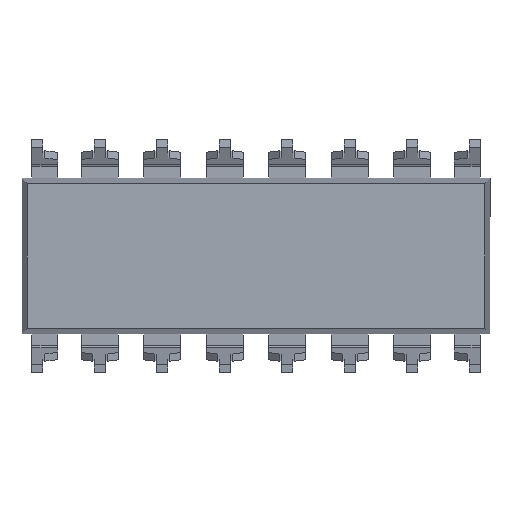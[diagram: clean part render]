
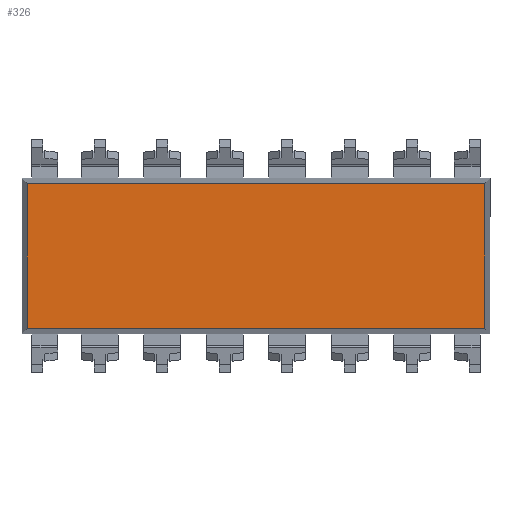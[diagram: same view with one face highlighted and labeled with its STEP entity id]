
A CAD part, front view. The second image highlights one B-rep face of the part: STEP entity #326.
In plain terms, the highlighted planar face has unit normal (0, -1, 0).
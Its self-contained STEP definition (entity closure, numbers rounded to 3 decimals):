
#169 = CARTESIAN_POINT ( 'NONE',  ( 9.289, 0.51, -2.947 ) ) ;
#314 = VERTEX_POINT ( 'NONE', #4103 ) ;
#326 = ADVANCED_FACE ( 'NONE', ( #1126 ), #4218, .T. ) ;
#898 = VERTEX_POINT ( 'NONE', #2438 ) ;
#1108 = DIRECTION ( 'NONE',  ( 0., -1., 0. ) ) ;
#1126 = FACE_OUTER_BOUND ( 'NONE', #2442, .T. ) ;
#1246 = LINE ( 'NONE', #7174, #7672 ) ;
#1302 = CARTESIAN_POINT ( 'NONE',  ( 9.512, 0.51, 2.947 ) ) ;
#1575 = CARTESIAN_POINT ( 'NONE',  ( 9.289, 0.51, -3.17 ) ) ;
#1606 = DIRECTION ( 'NONE',  ( 1., 0., 0. ) ) ;
#1722 = CARTESIAN_POINT ( 'NONE',  ( -9.289, 0.51, 3.17 ) ) ;
#1792 = CARTESIAN_POINT ( 'NONE',  ( 0., 0.51, 0. ) ) ;
#1855 = AXIS2_PLACEMENT_3D ( 'NONE', #1792, #1108, #3040 ) ;
#2251 = EDGE_CURVE ( 'NONE', #314, #5329, #1246, .T. ) ;
#2438 = CARTESIAN_POINT ( 'NONE',  ( 9.289, 0.51, 2.947 ) ) ;
#2442 = EDGE_LOOP ( 'NONE', ( #6222, #7911, #7985, #4329 ) ) ;
#3040 = DIRECTION ( 'NONE',  ( 0., 0., -1. ) ) ;
#3126 = LINE ( 'NONE', #1722, #4813 ) ;
#3177 = DIRECTION ( 'NONE',  ( -1., 0., 0. ) ) ;
#3396 = LINE ( 'NONE', #1302, #3588 ) ;
#3588 = VECTOR ( 'NONE', #3177, 1000. ) ;
#4103 = CARTESIAN_POINT ( 'NONE',  ( -9.289, 0.51, -2.947 ) ) ;
#4218 = PLANE ( 'NONE',  #1855 ) ;
#4329 = ORIENTED_EDGE ( 'NONE', *, *, #7420, .T. ) ;
#4656 = VERTEX_POINT ( 'NONE', #6620 ) ;
#4813 = VECTOR ( 'NONE', #5511, 1000. ) ;
#5329 = VERTEX_POINT ( 'NONE', #169 ) ;
#5511 = DIRECTION ( 'NONE',  ( 0., 0., -1. ) ) ;
#5581 = VECTOR ( 'NONE', #5959, 1000. ) ;
#5959 = DIRECTION ( 'NONE',  ( 0., 0., 1. ) ) ;
#6194 = EDGE_CURVE ( 'NONE', #5329, #898, #7218, .T. ) ;
#6222 = ORIENTED_EDGE ( 'NONE', *, *, #2251, .T. ) ;
#6620 = CARTESIAN_POINT ( 'NONE',  ( -9.289, 0.51, 2.947 ) ) ;
#6968 = EDGE_CURVE ( 'NONE', #898, #4656, #3396, .T. ) ;
#7174 = CARTESIAN_POINT ( 'NONE',  ( -9.512, 0.51, -2.947 ) ) ;
#7218 = LINE ( 'NONE', #1575, #5581 ) ;
#7420 = EDGE_CURVE ( 'NONE', #4656, #314, #3126, .T. ) ;
#7672 = VECTOR ( 'NONE', #1606, 1000. ) ;
#7911 = ORIENTED_EDGE ( 'NONE', *, *, #6194, .T. ) ;
#7985 = ORIENTED_EDGE ( 'NONE', *, *, #6968, .T. ) ;
